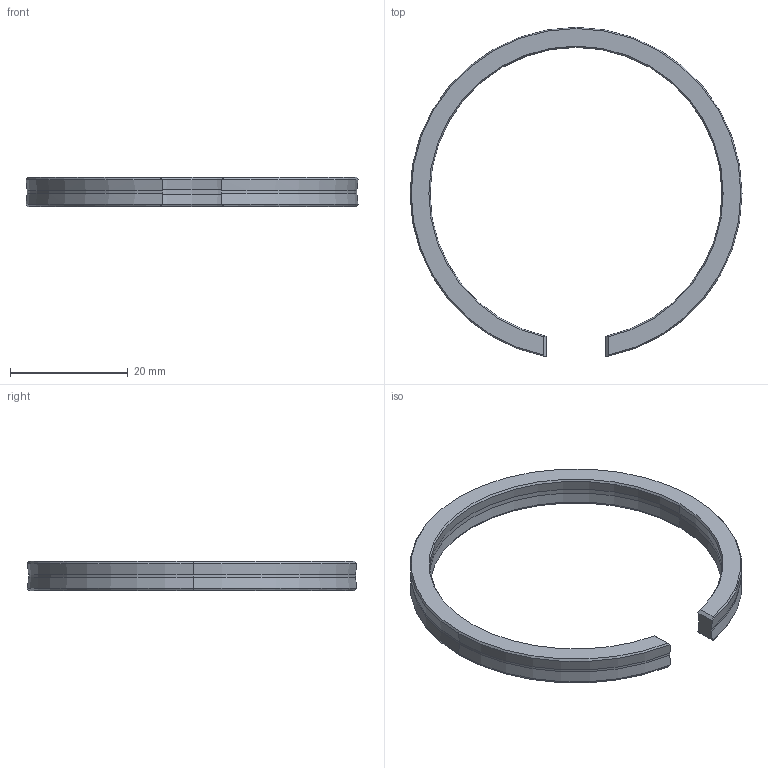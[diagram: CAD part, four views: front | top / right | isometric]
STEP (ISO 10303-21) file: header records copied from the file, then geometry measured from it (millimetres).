
FILE_DESCRIPTION (( 'STEP AP203' ), '1' );
FILE_NAME ('support_gear.STEP', '2024-12-12T07:58:51', ( '' ), ( '' ), 'SwSTEP 2.0', 'SolidWorks 2022', '' );
FILE_SCHEMA (( 'CONFIG_CONTROL_DESIGN' ));
Length unit declared in the file: millimetre
Products named in the file (1): support_gear
Bounding box: 56.4 x 55.94 x 4.96 mm (x, y, z)
Volume: 2463.1 mm3; surface area: 2557.7 mm2
Topology: 1 solids, 1 shells, 38 faces, 92 edges, 56 vertices
Faces by surface type: cone 24, plane 8, cylinder 6
Entity records: 1189 total; most frequent: CARTESIAN_POINT 259, ORIENTED_EDGE 184, DIRECTION 182, EDGE_CURVE 92, AXIS2_PLACEMENT_3D 75, VERTEX_POINT 56, EDGE_LOOP 38, FACE_OUTER_BOUND 38
